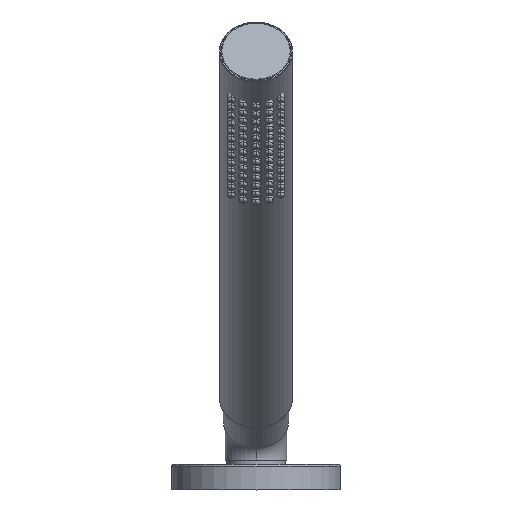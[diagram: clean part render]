
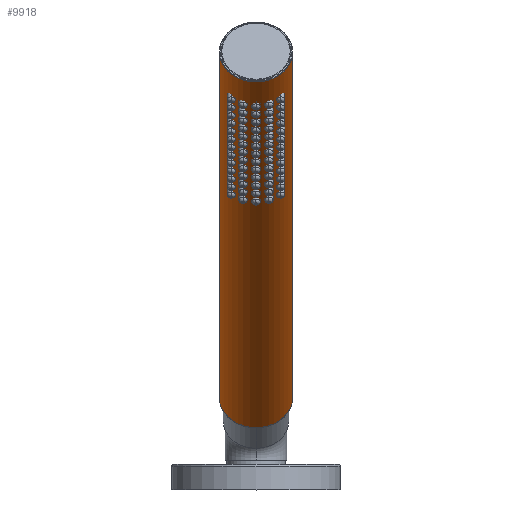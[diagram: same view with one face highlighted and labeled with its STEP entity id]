
A CAD part, top view. The second image highlights one B-rep face of the part: STEP entity #9918.
In plain terms, the highlighted cylindrical face has radius 13 mm (diameter 26 mm), a partial arc.
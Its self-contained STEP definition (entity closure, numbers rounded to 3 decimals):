
#39 = DIRECTION ( 'NONE',  ( 1., 0., 0. ) ) ;
#1270 = CARTESIAN_POINT ( 'NONE',  ( -13., 0., 213.8 ) ) ;
#1684 = AXIS2_PLACEMENT_3D ( 'NONE', #6570, #4991, #12374 ) ;
#2186 = ORIENTED_EDGE ( 'NONE', *, *, #10837, .T. ) ;
#2393 = VECTOR ( 'NONE', #10323, 1000. ) ;
#2738 = DIRECTION ( 'NONE',  ( 0., 0., -1. ) ) ;
#4232 = CYLINDRICAL_SURFACE ( 'NONE', #7258, 13. ) ;
#4297 = ORIENTED_EDGE ( 'NONE', *, *, #4478, .F. ) ;
#4315 = CARTESIAN_POINT ( 'NONE',  ( 0., 0., 214. ) ) ;
#4478 = EDGE_CURVE ( 'NONE', #11236, #11121, #10696, .T. ) ;
#4818 = EDGE_CURVE ( 'NONE', #11236, #11230, #5549, .T. ) ;
#4831 = FACE_OUTER_BOUND ( 'NONE', #7823, .T. ) ;
#4991 = DIRECTION ( 'NONE',  ( 0., 0., 1. ) ) ;
#5183 = EDGE_CURVE ( 'NONE', #10972, #11121, #7442, .T. ) ;
#5391 = CARTESIAN_POINT ( 'NONE',  ( 13., 0., 214. ) ) ;
#5398 = DIRECTION ( 'NONE',  ( 0., 0., -1. ) ) ;
#5549 = CIRCLE ( 'NONE', #10882, 13. ) ;
#6512 = VECTOR ( 'NONE', #5398, 1000. ) ;
#6570 = CARTESIAN_POINT ( 'NONE',  ( 0., 0., 0.2 ) ) ;
#6873 = ORIENTED_EDGE ( 'NONE', *, *, #4818, .T. ) ;
#7258 = AXIS2_PLACEMENT_3D ( 'NONE', #4315, #7753, #9281 ) ;
#7442 = CIRCLE ( 'NONE', #1684, 13. ) ;
#7685 = CARTESIAN_POINT ( 'NONE',  ( 13., 0., 0.2 ) ) ;
#7753 = DIRECTION ( 'NONE',  ( 0., 0., -1. ) ) ;
#7823 = EDGE_LOOP ( 'NONE', ( #4297, #6873, #2186, #8573 ) ) ;
#7988 = CARTESIAN_POINT ( 'NONE',  ( 13., 0., 213.8 ) ) ;
#8573 = ORIENTED_EDGE ( 'NONE', *, *, #5183, .T. ) ;
#9281 = DIRECTION ( 'NONE',  ( -1., 0., 0. ) ) ;
#9858 = CARTESIAN_POINT ( 'NONE',  ( -13., 0., 0.2 ) ) ;
#9918 = ADVANCED_FACE ( 'NONE', ( #4831 ), #4232, .T. ) ;
#10323 = DIRECTION ( 'NONE',  ( 0., 0., -1. ) ) ;
#10696 = LINE ( 'NONE', #5391, #2393 ) ;
#10723 = LINE ( 'NONE', #11576, #6512 ) ;
#10837 = EDGE_CURVE ( 'NONE', #11230, #10972, #10723, .T. ) ;
#10882 = AXIS2_PLACEMENT_3D ( 'NONE', #11279, #2738, #39 ) ;
#10972 = VERTEX_POINT ( 'NONE', #9858 ) ;
#11121 = VERTEX_POINT ( 'NONE', #7685 ) ;
#11230 = VERTEX_POINT ( 'NONE', #1270 ) ;
#11236 = VERTEX_POINT ( 'NONE', #7988 ) ;
#11279 = CARTESIAN_POINT ( 'NONE',  ( 0., 0., 213.8 ) ) ;
#11576 = CARTESIAN_POINT ( 'NONE',  ( -13., 0., 214. ) ) ;
#12374 = DIRECTION ( 'NONE',  ( 1., 0., 0. ) ) ;
